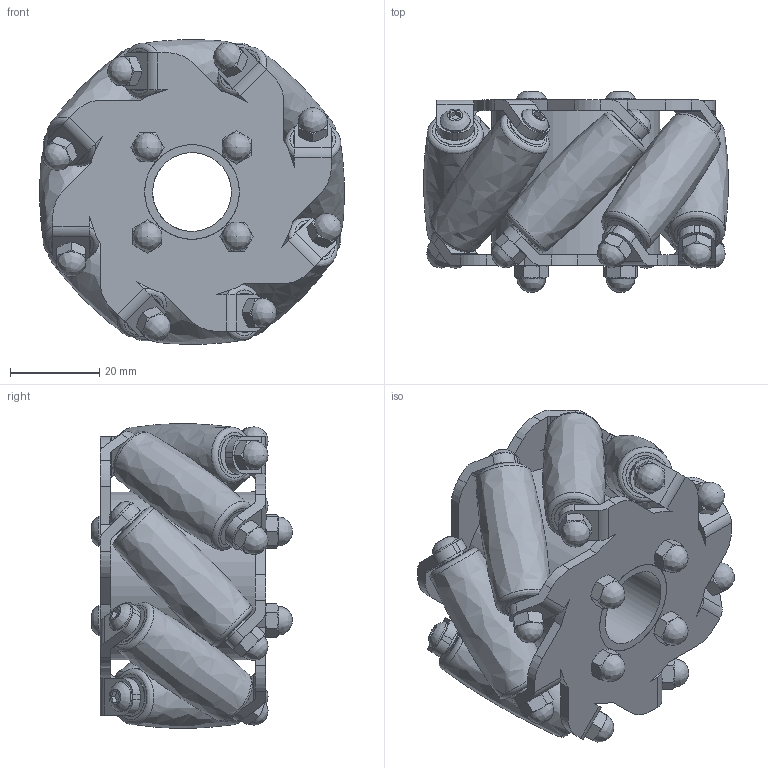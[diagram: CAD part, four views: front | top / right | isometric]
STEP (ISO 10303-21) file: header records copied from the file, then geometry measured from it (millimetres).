
FILE_DESCRIPTION(('FreeCAD Model'),'2;1');
FILE_NAME('Open CASCADE Shape Model','2025-05-02T09:11:31',('FreeCAD'),( 'FreeCAD'),'Open CASCADE STEP processor 7.6','FreeCAD','Unknown');
FILE_SCHEMA(('AUTOMOTIVE_DESIGN { 1 0 10303 214 1 1 1 1 }'));
Length unit declared in the file: millimetre
Products named in the file (1): Open CASCADE STEP translator 7.6 1
Bounding box: 68.46 x 45.21 x 68.46 mm (x, y, z)
Volume: 82685 mm3; surface area: 50797.1 mm2
Topology: 51 solids, 51 shells, 842 faces, 1874 edges, 1180 vertices
Faces by surface type: bspline 842
Entity records: 25488 total; most frequent: CARTESIAN_POINT 14529, ORIENTED_EDGE 3700, EDGE_CURVE 1850, VERTEX_POINT 1180, FACE_BOUND 1022, EDGE_LOOP 1022, ADVANCED_FACE 842, B_SPLINE_CURVE_WITH_KNOTS 838
